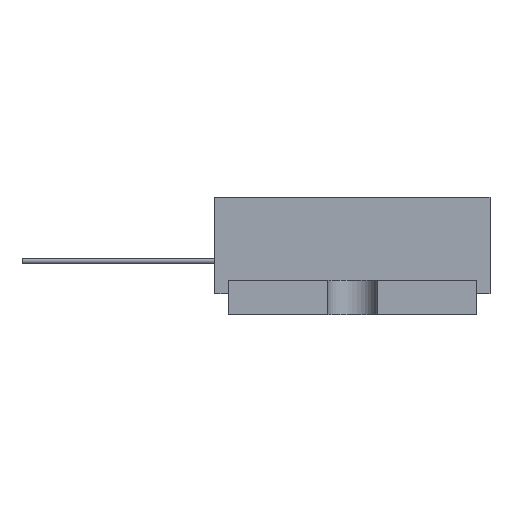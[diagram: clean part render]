
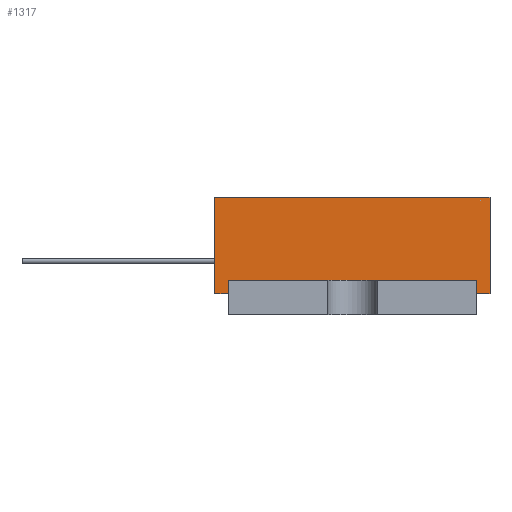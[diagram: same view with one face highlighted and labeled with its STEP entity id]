
A CAD part, left-side view. The second image highlights one B-rep face of the part: STEP entity #1317.
In plain terms, the highlighted planar face has unit normal (-1, 0, 0).
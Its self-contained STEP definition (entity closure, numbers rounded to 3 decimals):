
#1317=ADVANCED_FACE('',(#2574),#2576,.T.);
#2574=FACE_BOUND('',#2575,.T.);
#2575=EDGE_LOOP('',(#3767,#3768,#3769,#3770,#3771,#3772,#3773,#3774));
#2576=PLANE('',#2577);
#2577=AXIS2_PLACEMENT_3D('',#2578,#2579,#2580);
#2578=CARTESIAN_POINT('',(-27.5,10.,1.5));
#2579=DIRECTION('',(-1.,0.,0.));
#2580=DIRECTION('',(0.,-1.,0.));
#3767=ORIENTED_EDGE('',*,*,#4438,.T.);
#3768=ORIENTED_EDGE('',*,*,#4439,.T.);
#3769=ORIENTED_EDGE('',*,*,#4440,.T.);
#3770=ORIENTED_EDGE('',*,*,#4441,.T.);
#3771=ORIENTED_EDGE('',*,*,#4026,.F.);
#3772=ORIENTED_EDGE('',*,*,#4442,.F.);
#3773=ORIENTED_EDGE('',*,*,#4443,.T.);
#3774=ORIENTED_EDGE('',*,*,#4444,.T.);
#4026=EDGE_CURVE('',#4508,#4509,#4510,.T.);
#4438=EDGE_CURVE('',#5194,#5195,#5196,.T.);
#4439=EDGE_CURVE('',#5195,#5197,#5198,.T.);
#4440=EDGE_CURVE('',#5197,#5199,#5200,.T.);
#4441=EDGE_CURVE('',#5199,#4509,#5201,.T.);
#4442=EDGE_CURVE('',#5202,#4508,#5203,.T.);
#4443=EDGE_CURVE('',#5202,#5204,#5205,.T.);
#4444=EDGE_CURVE('',#5204,#5194,#5206,.T.);
#4508=VERTEX_POINT('',#5318);
#4509=VERTEX_POINT('',#5319);
#4510=LINE('',#5320,#5321);
#5194=VERTEX_POINT('',#6858);
#5195=VERTEX_POINT('',#6859);
#5196=LINE('',#6860,#6861);
#5197=VERTEX_POINT('',#6863);
#5198=LINE('',#6864,#6865);
#5199=VERTEX_POINT('',#6867);
#5200=LINE('',#6868,#6869);
#5201=LINE('',#6871,#6872);
#5202=VERTEX_POINT('',#6874);
#5203=LINE('',#6875,#6876);
#5204=VERTEX_POINT('',#6878);
#5205=LINE('',#6879,#6880);
#5206=LINE('',#6882,#6883);
#5318=CARTESIAN_POINT('',(-27.5,10.,8.5));
#5319=CARTESIAN_POINT('',(-27.5,-10.,8.5));
#5320=CARTESIAN_POINT('',(-27.5,10.,8.5));
#5321=VECTOR('',#5322,1.);
#5322=DIRECTION('',(0.,-1.,0.));
#6858=CARTESIAN_POINT('',(-27.5,9.,2.5));
#6859=CARTESIAN_POINT('',(-27.5,-9.,2.5));
#6860=CARTESIAN_POINT('',(-27.5,9.,2.5));
#6861=VECTOR('',#6862,1.);
#6862=DIRECTION('',(0.,-1.,0.));
#6863=CARTESIAN_POINT('',(-27.5,-9.,1.5));
#6864=CARTESIAN_POINT('',(-27.5,-9.,2.5));
#6865=VECTOR('',#6866,1.);
#6866=DIRECTION('',(0.,0.,-1.));
#6867=CARTESIAN_POINT('',(-27.5,-10.,1.5));
#6868=CARTESIAN_POINT('',(-27.5,-9.,1.5));
#6869=VECTOR('',#6870,1.);
#6870=DIRECTION('',(0.,-1.,0.));
#6871=CARTESIAN_POINT('',(-27.5,-10.,1.5));
#6872=VECTOR('',#6873,1.);
#6873=DIRECTION('',(0.,0.,1.));
#6874=CARTESIAN_POINT('',(-27.5,10.,1.5));
#6875=CARTESIAN_POINT('',(-27.5,10.,1.5));
#6876=VECTOR('',#6877,1.);
#6877=DIRECTION('',(0.,0.,1.));
#6878=CARTESIAN_POINT('',(-27.5,9.,1.5));
#6879=CARTESIAN_POINT('',(-27.5,10.,1.5));
#6880=VECTOR('',#6881,1.);
#6881=DIRECTION('',(0.,-1.,0.));
#6882=CARTESIAN_POINT('',(-27.5,9.,1.5));
#6883=VECTOR('',#6884,1.);
#6884=DIRECTION('',(0.,0.,1.));
